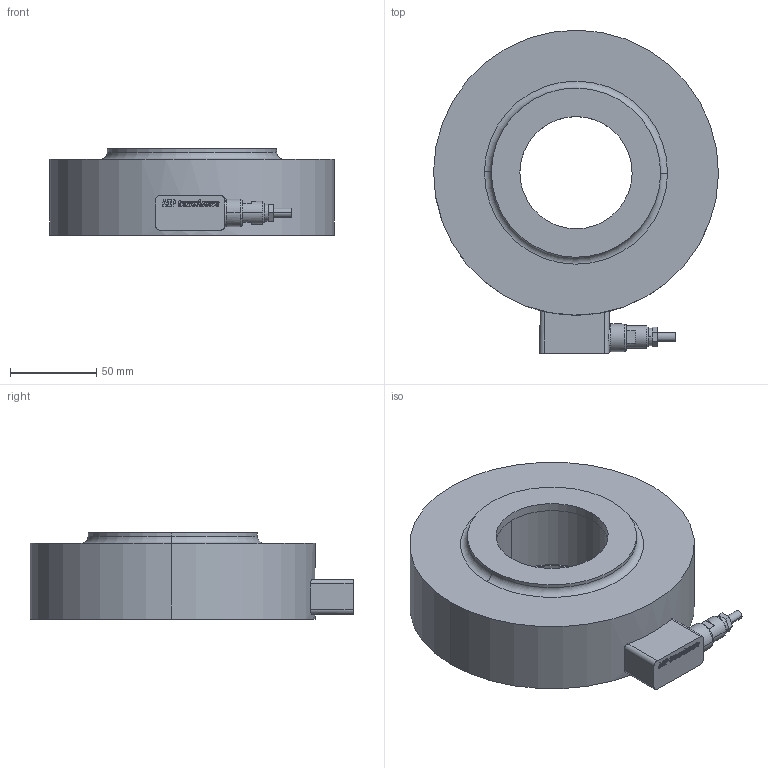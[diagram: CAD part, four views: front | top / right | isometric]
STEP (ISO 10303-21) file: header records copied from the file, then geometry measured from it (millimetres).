
FILE_DESCRIPTION(('STEP AP214'),'1');
FILE_NAME('C10_165.stp','2015-05-18T06:48:51',(' '),(' '),'Spatial InterOp 3D',' ',' ');
FILE_SCHEMA(('automotive_design'));
Length unit declared in the file: metre
Products named in the file (1): Box
Bounding box: 164.99 x 187.33 x 50 mm (x, y, z)
Volume: 811850.6 mm3; surface area: 75967.7 mm2
Topology: 1 solids, 1 shells, 238 faces, 604 edges, 397 vertices
Faces by surface type: plane 157, extrusion 44, cylinder 26, torus 6, cone 2, bspline 2, revolution 1
Entity records: 9823 total; most frequent: CARTESIAN_POINT 2264, ORIENTED_EDGE 1208, DIRECTION 1014, EDGE_CURVE 604, VECTOR 469, LINE 425, VERTEX_POINT 397, AXIS2_PLACEMENT_3D 272
